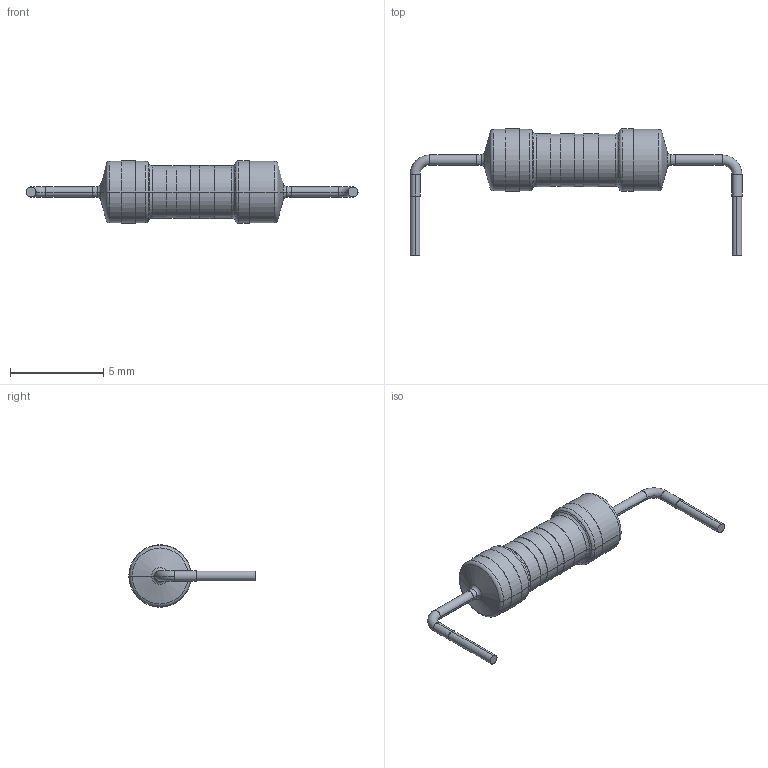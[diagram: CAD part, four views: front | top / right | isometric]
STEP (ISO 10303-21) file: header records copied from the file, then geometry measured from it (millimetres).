
FILE_DESCRIPTION (( 'STEP AP214' ), '1' );
FILE_NAME ('REDEFAU04191621131844.step', '2006-04-19T20:21:14', ( 'sysAdmin' ), ( 'SolidWorks' ), 'SwSTEP 2.0', 'SolidWorks 2006079', '' );
FILE_SCHEMA (( 'AUTOMOTIVE_DESIGN' ));
Length unit declared in the file: inch
Products named in the file (1): REDEFAU04191621131844
Bounding box: 17.82 x 6.78 x 3.35 mm (x, y, z)
Volume: 74.2 mm3; surface area: 137.9 mm2
Topology: 1 solids, 1 shells, 83 faces, 166 edges, 98 vertices
Faces by surface type: cylinder 38, torus 20, plane 15, cone 10
Entity records: 3280 total; most frequent: DIRECTION 452, CARTESIAN_POINT 348, ORIENTED_EDGE 332, AXIS2_PLACEMENT_3D 202, EDGE_CURVE 166, CIRCLE 118, VERTEX_POINT 98, EDGE_LOOP 96
